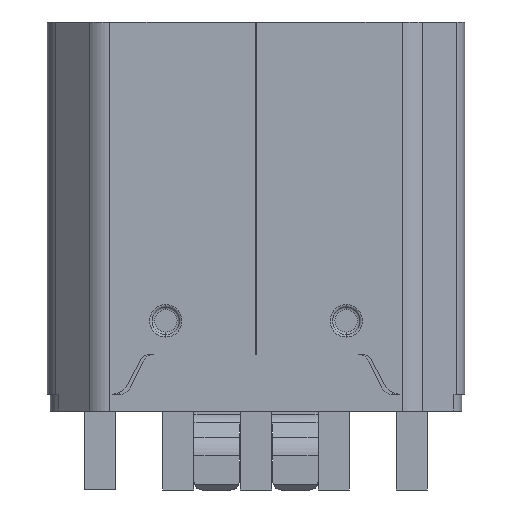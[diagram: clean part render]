
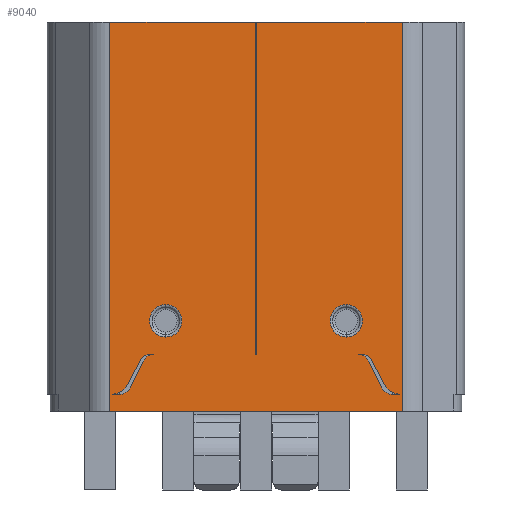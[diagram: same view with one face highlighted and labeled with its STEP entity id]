
A CAD part, front view. The second image highlights one B-rep face of the part: STEP entity #9040.
In plain terms, the highlighted face is planar.
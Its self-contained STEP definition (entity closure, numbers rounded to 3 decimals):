
#6590=CARTESIAN_POINT('',(-2.594,-0.6,
0.23));
#6600=DIRECTION('',(0.,0.,-1.));
#6610=DIRECTION('',(1.,0.,0.));
#6620=AXIS2_PLACEMENT_3D('',#6590,#6600,#6610);
#6630=PLANE('',#6620);
#6640=CARTESIAN_POINT('',(-2.406,-5.95,0.23));
#6650=DIRECTION('',(0.,0.,1.));
#6660=DIRECTION('',(1.,0.,-0.));
#6670=AXIS2_PLACEMENT_3D('',#6640,#6650,#6660);
#6680=CIRCLE('',#6670,0.2);
#6690=CARTESIAN_POINT('',(-2.406,-6.15,0.23));
#6700=VERTEX_POINT('',#6690);
#6710=CARTESIAN_POINT('',(-2.226,-6.037,
0.23));
#6720=VERTEX_POINT('',#6710);
#6730=EDGE_CURVE('',#6700,#6720,#6680,.T.);
#6740=ORIENTED_EDGE('',*,*,#6730,.F.);
#6750=CARTESIAN_POINT('',(0.682,0.,0.23));
#6760=DIRECTION('',(-0.434,-0.901,0.));
#6770=VECTOR('',#6760,1.);
#6780=LINE('',#6750,#6770);
#6790=CARTESIAN_POINT('',(-1.998,-5.563,
0.23));
#6800=VERTEX_POINT('',#6790);
#6810=EDGE_CURVE('',#6800,#6720,#6780,.T.);
#6820=ORIENTED_EDGE('',*,*,#6810,.T.);
#6830=CARTESIAN_POINT('',(-1.818,-5.65,0.23));
#6840=DIRECTION('',(0.,0.,-1.));
#6850=DIRECTION('',(-1.,0.,0.));
#6860=AXIS2_PLACEMENT_3D('',#6830,#6840,#6850);
#6870=CIRCLE('',#6860,0.2);
#6880=CARTESIAN_POINT('',(-1.818,-5.45,0.23));
#6890=VERTEX_POINT('',#6880);
#6900=EDGE_CURVE('',#6800,#6890,#6870,.T.);
#6910=ORIENTED_EDGE('',*,*,#6900,.F.);
#6920=CARTESIAN_POINT('',(0.,-5.45,0.23));
#6930=DIRECTION('',(1.,0.,0.));
#6940=VECTOR('',#6930,1.);
#6950=LINE('',#6920,#6940);
#6960=CARTESIAN_POINT('',(-1.91,-5.45,0.23));
#6970=VERTEX_POINT('',#6960);
#6980=EDGE_CURVE('',#6970,#6890,#6950,.T.);
#6990=ORIENTED_EDGE('',*,*,#6980,.T.);
#7000=CARTESIAN_POINT('',(-1.91,-5.6,0.23));
#7010=DIRECTION('',(0.,0.,-1.));
#7020=DIRECTION('',(0.,1.,0.));
#7030=AXIS2_PLACEMENT_3D('',#7000,#7010,#7020);
#7040=CIRCLE('',#7030,0.15);
#7050=CARTESIAN_POINT('',(-2.042,-5.529,
0.23));
#7060=VERTEX_POINT('',#7050);
#7070=EDGE_CURVE('',#7060,#6970,#7040,.T.);
#7080=ORIENTED_EDGE('',*,*,#7070,.T.);
#7090=CARTESIAN_POINT('',(0.48,-0.8,
0.23));
#7100=DIRECTION('',(0.471,0.882,0.));
#7110=VECTOR('',#7100,1.);
#7120=LINE('',#7090,#7110);
#7130=CARTESIAN_POINT('',(-2.289,-5.991,
0.23));
#7140=VERTEX_POINT('',#7130);
#7150=EDGE_CURVE('',#7140,#7060,#7120,.T.);
#7160=ORIENTED_EDGE('',*,*,#7150,.T.);
#7170=CARTESIAN_POINT('',(-2.553,-5.85,0.23));
#7180=DIRECTION('',(0.,0.,-1.));
#7190=DIRECTION('',(0.,1.,0.));
#7200=AXIS2_PLACEMENT_3D('',#7170,#7180,#7190);
#7210=CIRCLE('',#7200,0.3);
#7220=CARTESIAN_POINT('',(-2.553,-6.15,0.23));
#7230=VERTEX_POINT('',#7220);
#7240=EDGE_CURVE('',#7140,#7230,#7210,.T.);
#7250=ORIENTED_EDGE('',*,*,#7240,.F.);
#7260=CARTESIAN_POINT('',(0.,-6.15,0.23));
#7270=DIRECTION('',(1.,0.,0.));
#7280=VECTOR('',#7270,1.);
#7290=LINE('',#7260,#7280);
#7300=EDGE_CURVE('',#7230,#6700,#7290,.T.);
#7310=ORIENTED_EDGE('',*,*,#7300,.F.);
#7320=EDGE_LOOP('',(#7310,#7250,#7160,#7080,#6990,#6910,#6820,#6740));
#7330=FACE_BOUND('',#7320,.T.);
#7340=CARTESIAN_POINT('',(1.6,-4.85,0.23));
#7350=DIRECTION('',(0.,0.,1.));
#7360=DIRECTION('',(0.,-1.,0.));
#7370=AXIS2_PLACEMENT_3D('',#7340,#7350,#7360);
#7380=CIRCLE('',#7370,0.287);
#7390=CARTESIAN_POINT('',(1.6,-4.563,0.23));
#7400=VERTEX_POINT('',#7390);
#7410=CARTESIAN_POINT('',(1.6,-5.137,0.23));
#7420=VERTEX_POINT('',#7410);
#7430=EDGE_CURVE('',#7400,#7420,#7380,.T.);
#7440=ORIENTED_EDGE('',*,*,#7430,.F.);
#7450=EDGE_CURVE('',#7420,#7400,#7380,.T.);
#7460=ORIENTED_EDGE('',*,*,#7450,.F.);
#7470=EDGE_LOOP('',(#7460,#7440));
#7480=FACE_BOUND('',#7470,.T.);
#7490=CARTESIAN_POINT('',(-1.6,-4.85,0.23));
#7500=DIRECTION('',(0.,0.,1.));
#7510=DIRECTION('',(0.,-1.,0.));
#7520=AXIS2_PLACEMENT_3D('',#7490,#7500,#7510);
#7530=CIRCLE('',#7520,0.287);
#7540=CARTESIAN_POINT('',(-1.887,-4.85,0.23));
#7550=VERTEX_POINT('',#7540);
#7560=CARTESIAN_POINT('',(-1.6,-5.137,0.23));
#7570=VERTEX_POINT('',#7560);
#7580=EDGE_CURVE('',#7550,#7570,#7530,.T.);
#7590=ORIENTED_EDGE('',*,*,#7580,.F.);
#7600=CARTESIAN_POINT('',(-1.6,-4.563,0.23));
#7610=VERTEX_POINT('',#7600);
#7620=EDGE_CURVE('',#7570,#7610,#7530,.T.);
#7630=ORIENTED_EDGE('',*,*,#7620,.F.);
#7640=EDGE_CURVE('',#7610,#7550,#7530,.T.);
#7650=ORIENTED_EDGE('',*,*,#7640,.F.);
#7660=EDGE_LOOP('',(#7650,#7630,#7590));
#7670=FACE_BOUND('',#7660,.T.);
#7680=CARTESIAN_POINT('',(0.,0.45,0.23));
#7690=DIRECTION('',(-1.,0.,0.));
#7700=VECTOR('',#7690,1.);
#7710=LINE('',#7680,#7700);
#7720=CARTESIAN_POINT('',(2.594,0.45,
0.23));
#7730=VERTEX_POINT('',#7720);
#7740=CARTESIAN_POINT('',(0.005,0.45,
0.23));
#7750=VERTEX_POINT('',#7740);
#7760=EDGE_CURVE('',#7730,#7750,#7710,.T.);
#7770=ORIENTED_EDGE('',*,*,#7760,.T.);
#7780=CARTESIAN_POINT('',(2.594,-0.75,0.23));
#7790=DIRECTION('',(0.,-1.,0.));
#7800=VECTOR('',#7790,1.3);
#7810=LINE('',#7780,#7800);
#7820=CARTESIAN_POINT('',(2.594,-6.45,0.23));
#7830=VERTEX_POINT('',#7820);
#7840=EDGE_CURVE('',#7730,#7830,#7810,.T.);
#7850=ORIENTED_EDGE('',*,*,#7840,.F.);
#7860=CARTESIAN_POINT('',(0.,-6.45,0.23));
#7870=DIRECTION('',(-1.,0.,0.));
#7880=VECTOR('',#7870,1.);
#7890=LINE('',#7860,#7880);
#7900=CARTESIAN_POINT('',(-2.594,-6.45,0.23));
#7910=VERTEX_POINT('',#7900);
#7920=EDGE_CURVE('',#7830,#7910,#7890,.T.);
#7930=ORIENTED_EDGE('',*,*,#7920,.F.);
#7940=CARTESIAN_POINT('',(-2.594,-0.75,0.23));
#7950=DIRECTION('',(0.,-1.,0.));
#7960=VECTOR('',#7950,1.3);
#7970=LINE('',#7940,#7960);
#7980=CARTESIAN_POINT('',(-2.594,0.45,
0.23));
#7990=VERTEX_POINT('',#7980);
#8000=EDGE_CURVE('',#7990,#7910,#7970,.T.);
#8010=ORIENTED_EDGE('',*,*,#8000,.T.);
#8020=CARTESIAN_POINT('',(-0.005,0.45,0.23));
#8030=DIRECTION('',(-1.,0.,0.));
#8040=VECTOR('',#8030,1.);
#8050=LINE('',#8020,#8040);
#8060=CARTESIAN_POINT('',(-0.005,0.45,0.23));
#8070=VERTEX_POINT('',#8060);
#8080=EDGE_CURVE('',#8070,#7990,#8050,.T.);
#8090=ORIENTED_EDGE('',*,*,#8080,.T.);
#8100=CARTESIAN_POINT('',(-0.005,-0.8,0.23));
#8110=DIRECTION('',(0.,1.,0.));
#8120=VECTOR('',#8110,1.);
#8130=LINE('',#8100,#8120);
#8140=CARTESIAN_POINT('',(-0.005,-5.45,0.23));
#8150=VERTEX_POINT('',#8140);
#8160=EDGE_CURVE('',#8150,#8070,#8130,.T.);
#8170=ORIENTED_EDGE('',*,*,#8160,.T.);
#8180=CARTESIAN_POINT('',(0.,-5.45,0.23));
#8190=DIRECTION('',(1.,0.,0.));
#8200=VECTOR('',#8190,1.);
#8210=LINE('',#8180,#8200);
#8220=CARTESIAN_POINT('',(0.005,-5.45,0.23));
#8230=VERTEX_POINT('',#8220);
#8240=EDGE_CURVE('',#8150,#8230,#8210,.T.);
#8250=ORIENTED_EDGE('',*,*,#8240,.F.);
#8260=CARTESIAN_POINT('',(0.005,-0.8,
0.23));
#8270=DIRECTION('',(0.,1.,0.));
#8280=VECTOR('',#8270,1.);
#8290=LINE('',#8260,#8280);
#8300=EDGE_CURVE('',#8230,#7750,#8290,.T.);
#8310=ORIENTED_EDGE('',*,*,#8300,.F.);
#8320=EDGE_LOOP('',(#8310,#8250,#8170,#8090,#8010,#7930,#7850,#7770));
#8330=FACE_OUTER_BOUND('',#8320,.T.);
#8340=CARTESIAN_POINT('',(1.818,-5.65,0.23));
#8350=DIRECTION('',(0.,0.,-1.));
#8360=DIRECTION('',(-1.,0.,0.));
#8370=AXIS2_PLACEMENT_3D('',#8340,#8350,#8360);
#8380=CIRCLE('',#8370,0.2);
#8390=CARTESIAN_POINT('',(1.818,-5.45,0.23));
#8400=VERTEX_POINT('',#8390);
#8410=CARTESIAN_POINT('',(1.998,-5.563,
0.23));
#8420=VERTEX_POINT('',#8410);
#8430=EDGE_CURVE('',#8400,#8420,#8380,.T.);
#8440=ORIENTED_EDGE('',*,*,#8430,.F.);
#8450=CARTESIAN_POINT('',(-0.682,0.,0.23));
#8460=DIRECTION('',(0.434,-0.901,0.));
#8470=VECTOR('',#8460,1.);
#8480=LINE('',#8450,#8470);
#8490=CARTESIAN_POINT('',(2.226,-6.037,
0.23));
#8500=VERTEX_POINT('',#8490);
#8510=EDGE_CURVE('',#8420,#8500,#8480,.T.);
#8520=ORIENTED_EDGE('',*,*,#8510,.F.);
#8530=CARTESIAN_POINT('',(2.406,-5.95,0.23));
#8540=DIRECTION('',(0.,0.,-1.));
#8550=DIRECTION('',(-1.,0.,0.));
#8560=AXIS2_PLACEMENT_3D('',#8530,#8540,#8550);
#8570=CIRCLE('',#8560,0.2);
#8580=CARTESIAN_POINT('',(2.406,-6.15,0.23));
#8590=VERTEX_POINT('',#8580);
#8600=EDGE_CURVE('',#8590,#8500,#8570,.T.);
#8610=ORIENTED_EDGE('',*,*,#8600,.T.);
#8620=CARTESIAN_POINT('',(0.,-6.15,0.23));
#8630=DIRECTION('',(1.,0.,0.));
#8640=VECTOR('',#8630,1.);
#8650=LINE('',#8620,#8640);
#8660=CARTESIAN_POINT('',(2.553,-6.15,0.23));
#8670=VERTEX_POINT('',#8660);
#8680=EDGE_CURVE('',#8590,#8670,#8650,.T.);
#8690=ORIENTED_EDGE('',*,*,#8680,.F.);
#8700=CARTESIAN_POINT('',(2.553,-5.85,0.23));
#8710=DIRECTION('',(0.,0.,1.));
#8720=DIRECTION('',(0.,-1.,0.));
#8730=AXIS2_PLACEMENT_3D('',#8700,#8710,#8720);
#8740=CIRCLE('',#8730,0.3);
#8750=CARTESIAN_POINT('',(2.289,-5.991,
0.23));
#8760=VERTEX_POINT('',#8750);
#8770=EDGE_CURVE('',#8760,#8670,#8740,.T.);
#8780=ORIENTED_EDGE('',*,*,#8770,.T.);
#8790=CARTESIAN_POINT('',(-0.48,-0.8,
0.23));
#8800=DIRECTION('',(0.471,-0.882,0.));
#8810=VECTOR('',#8800,1.);
#8820=LINE('',#8790,#8810);
#8830=CARTESIAN_POINT('',(2.042,-5.529,
0.23));
#8840=VERTEX_POINT('',#8830);
#8850=EDGE_CURVE('',#8840,#8760,#8820,.T.);
#8860=ORIENTED_EDGE('',*,*,#8850,.T.);
#8870=CARTESIAN_POINT('',(1.91,-5.6,0.23));
#8880=DIRECTION('',(0.,0.,-1.));
#8890=DIRECTION('',(0.,1.,0.));
#8900=AXIS2_PLACEMENT_3D('',#8870,#8880,#8890);
#8910=CIRCLE('',#8900,0.15);
#8920=CARTESIAN_POINT('',(1.91,-5.45,0.23));
#8930=VERTEX_POINT('',#8920);
#8940=EDGE_CURVE('',#8930,#8840,#8910,.T.);
#8950=ORIENTED_EDGE('',*,*,#8940,.T.);
#8960=CARTESIAN_POINT('',(0.,-5.45,0.23));
#8970=DIRECTION('',(1.,0.,0.));
#8980=VECTOR('',#8970,1.);
#8990=LINE('',#8960,#8980);
#9000=EDGE_CURVE('',#8400,#8930,#8990,.T.);
#9010=ORIENTED_EDGE('',*,*,#9000,.T.);
#9020=EDGE_LOOP('',(#9010,#8950,#8860,#8780,#8690,#8610,#8520,#8440));
#9030=FACE_BOUND('',#9020,.T.);
#9040=ADVANCED_FACE('',(#7330,#7480,#7670,#8330,#9030),#6630,.F.);
